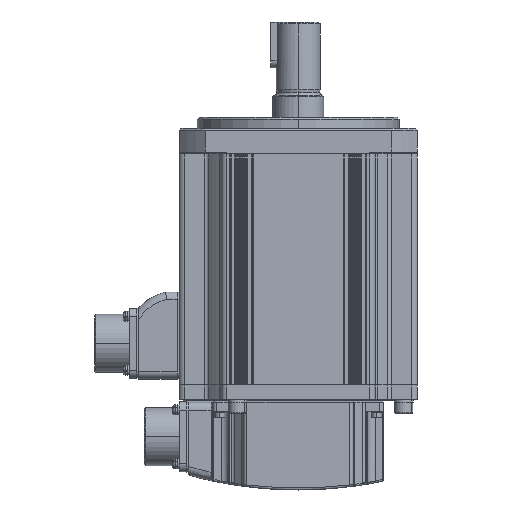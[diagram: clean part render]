
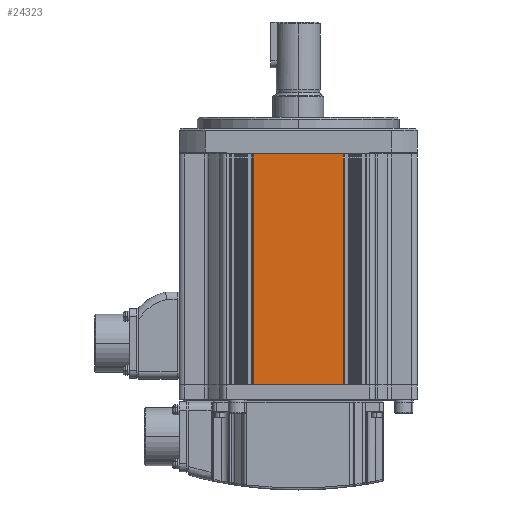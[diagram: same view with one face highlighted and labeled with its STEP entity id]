
A CAD part, left-side view. The second image highlights one B-rep face of the part: STEP entity #24323.
In plain terms, the highlighted planar face has unit normal (-1, 0, 0).
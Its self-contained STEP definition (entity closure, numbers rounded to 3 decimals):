
#15594 = EDGE_CURVE ( 'NONE', #26754, #26707, #99926, .T. ) ;
#15711 = EDGE_CURVE ( 'NONE', #72930, #26707, #100431, .T. ) ;
#15762 = EDGE_CURVE ( 'NONE', #72877, #26754, #101355, .T. ) ;
#16152 = CARTESIAN_POINT ( 'NONE',  ( -65., -24.5, -136. ) ) ;
#16178 = CARTESIAN_POINT ( 'NONE',  ( -65., 24.5, -136. ) ) ;
#24323 = ADVANCED_FACE ( 'NONE', ( #31206 ), #31230, .F. ) ;
#26198 = ORIENTED_EDGE ( 'NONE', *, *, #15711, .F. ) ;
#26230 = ORIENTED_EDGE ( 'NONE', *, *, #15762, .T. ) ;
#26255 = ORIENTED_EDGE ( 'NONE', *, *, #15594, .T. ) ;
#26707 = VERTEX_POINT ( 'NONE', #16152 ) ;
#26754 = VERTEX_POINT ( 'NONE', #16178 ) ;
#30001 = VECTOR ( 'NONE', #31965, 1000. ) ;
#30751 = AXIS2_PLACEMENT_3D ( 'NONE', #31172, #31187, #31199 ) ;
#31172 = CARTESIAN_POINT ( 'NONE',  ( -65., -24.5, -10. ) ) ;
#31187 = DIRECTION ( 'NONE',  ( 1., 0., 0. ) ) ;
#31199 = DIRECTION ( 'NONE',  ( 0., 0., -1. ) ) ;
#31206 = FACE_OUTER_BOUND ( 'NONE', #72759, .T. ) ;
#31230 = PLANE ( 'NONE',  #30751 ) ;
#31879 = CARTESIAN_POINT ( 'NONE',  ( -65., -24.5, -10. ) ) ;
#31932 = LINE ( 'NONE', #31879, #30001 ) ;
#31965 = DIRECTION ( 'NONE',  ( 0., -1., 0. ) ) ;
#46756 = CARTESIAN_POINT ( 'NONE',  ( -65., 24.5, -10. ) ) ;
#46758 = CARTESIAN_POINT ( 'NONE',  ( -65., -24.5, -10. ) ) ;
#55140 = EDGE_CURVE ( 'NONE', #72877, #72930, #31932, .T. ) ;
#72759 = EDGE_LOOP ( 'NONE', ( #26255, #26198, #97535, #26230 ) ) ;
#72877 = VERTEX_POINT ( 'NONE', #46756 ) ;
#72930 = VERTEX_POINT ( 'NONE', #46758 ) ;
#95983 = VECTOR ( 'NONE', #99904, 1000. ) ;
#96096 = VECTOR ( 'NONE', #99323, 1000. ) ;
#96113 = VECTOR ( 'NONE', #101378, 1000. ) ;
#97535 = ORIENTED_EDGE ( 'NONE', *, *, #55140, .F. ) ;
#99323 = DIRECTION ( 'NONE',  ( 0., 0., -1. ) ) ;
#99898 = CARTESIAN_POINT ( 'NONE',  ( -65., -24.5, -136. ) ) ;
#99904 = DIRECTION ( 'NONE',  ( 0., -1., 0. ) ) ;
#99926 = LINE ( 'NONE', #99898, #95983 ) ;
#100431 = LINE ( 'NONE', #100527, #96096 ) ;
#100527 = CARTESIAN_POINT ( 'NONE',  ( -65., -24.5, -10. ) ) ;
#101355 = LINE ( 'NONE', #101375, #96113 ) ;
#101375 = CARTESIAN_POINT ( 'NONE',  ( -65., 24.5, -10. ) ) ;
#101378 = DIRECTION ( 'NONE',  ( 0., 0., -1. ) ) ;
